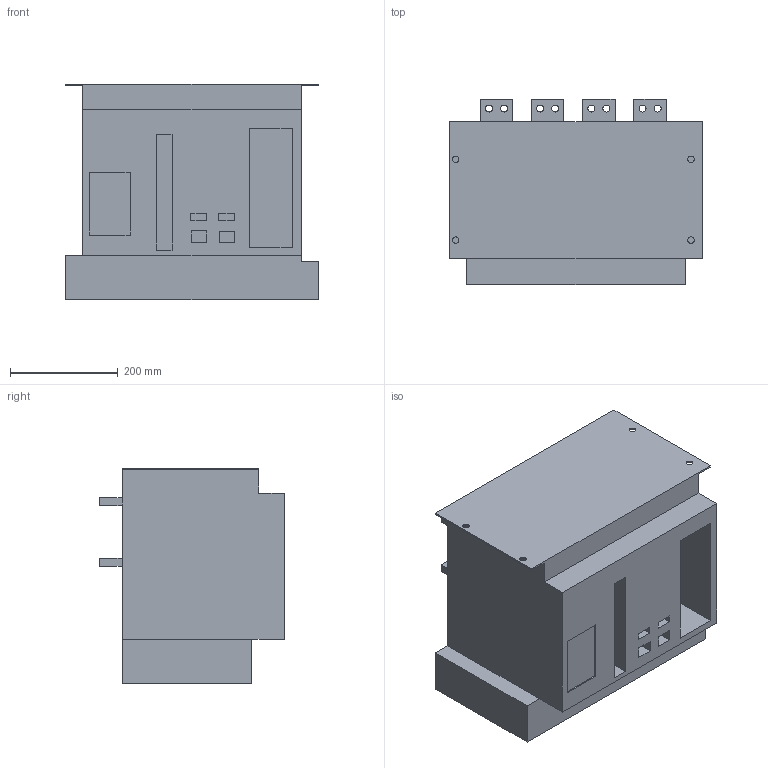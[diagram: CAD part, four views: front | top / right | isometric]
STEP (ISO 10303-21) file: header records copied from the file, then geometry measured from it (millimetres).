
FILE_DESCRIPTION((''),'2;1');
FILE_NAME('NXA-20FIX-800-1600-4','2019-04-25T',('wqli'),(''),'CREO PARAMETRIC BY PTC INC, 2015480','CREO PARAMETRIC BY PTC INC, 2015480','');
FILE_SCHEMA(('CONFIG_CONTROL_DESIGN'));
Length unit declared in the file: millimetre
Products named in the file (1): NXA-20FIX-800-1600-4
Bounding box: 469 x 343.5 x 400 mm (x, y, z)
Volume: 42836908.1 mm3; surface area: 1182739.5 mm2
Topology: 1 solids, 1 shells, 133 faces, 347 edges, 231 vertices
Faces by surface type: plane 93, cylinder 40
Entity records: 4191 total; most frequent: CARTESIAN_POINT 711, ORIENTED_EDGE 694, DIRECTION 693, EDGE_CURVE 347, VECTOR 267, LINE 267, VERTEX_POINT 231, AXIS2_PLACEMENT_3D 213
